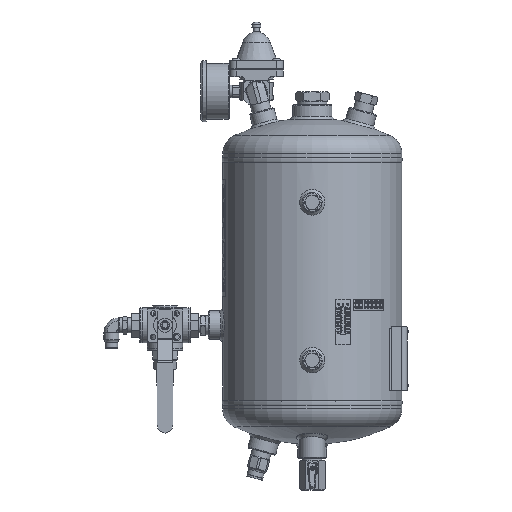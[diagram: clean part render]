
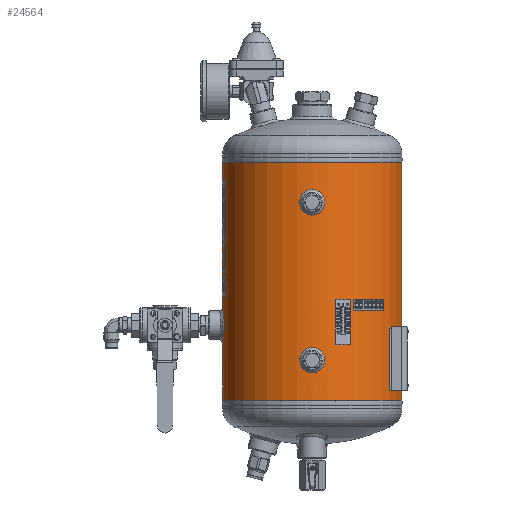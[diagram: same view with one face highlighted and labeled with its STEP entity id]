
A CAD part, front view. The second image highlights one B-rep face of the part: STEP entity #24564.
In plain terms, the highlighted cylindrical face has radius 100 mm (diameter 200 mm), a partial arc.
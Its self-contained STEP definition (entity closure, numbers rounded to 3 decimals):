
#1485=B_SPLINE_CURVE_WITH_KNOTS('',3,(#41454,#41455,#41456,#41457,#41458,
#41459,#41460,#41461,#41462,#41463,#41464,#41465,#41466,#41467,#41468,#41469,
#41470,#41471,#41472),.UNSPECIFIED.,.T.,.F.,(1,1,1,1,1,1,1,1,1,1,1,1,1,
1,1,1,1,1,1,1,1,1,1),(-0.012,-0.008,-0.004,
0.,0.004,0.008,0.012,0.016,
0.02,0.023,0.027,0.031,
0.035,0.039,0.043,0.047,
0.051,0.055,0.059,0.063,
0.066,0.07,0.074),.UNSPECIFIED.);
#1486=B_SPLINE_CURVE_WITH_KNOTS('',3,(#41474,#41475,#41476,#41477,#41478,
#41479,#41480,#41481,#41482,#41483,#41484,#41485,#41486,#41487,#41488,#41489,
#41490,#41491,#41492),.UNSPECIFIED.,.T.,.F.,(1,1,1,1,1,1,1,1,1,1,1,1,1,
1,1,1,1,1,1,1,1,1,1),(-0.012,-0.008,-0.004,
0.,0.004,0.008,0.012,
0.016,0.02,0.023,0.027,
0.031,0.035,0.039,0.043,
0.047,0.051,0.055,0.059,
0.063,0.066,0.07,0.074),
 .UNSPECIFIED.);
#1487=B_SPLINE_CURVE_WITH_KNOTS('',3,(#41494,#41495,#41496,#41497,#41498,
#41499,#41500,#41501,#41502,#41503,#41504,#41505,#41506,#41507,#41508,#41509,
#41510,#41511,#41512),.UNSPECIFIED.,.T.,.F.,(1,1,1,1,1,1,1,1,1,1,1,1,1,
1,1,1,1,1,1,1,1,1,1),(-0.018,-0.012,-0.006,
0.,0.006,0.012,0.018,0.023,
0.029,0.035,0.041,0.047,
0.053,0.059,0.065,0.07,
0.076,0.082,0.088,0.094,
0.1,0.106,0.112),.UNSPECIFIED.);
#3014=LINE('',#41514,#4063);
#3015=LINE('',#41519,#4064);
#4063=VECTOR('',#35346,1000.);
#4064=VECTOR('',#35349,1000.);
#5117=ORIENTED_EDGE('',*,*,#12187,.T.);
#5118=ORIENTED_EDGE('',*,*,#12188,.T.);
#5119=ORIENTED_EDGE('',*,*,#12189,.T.);
#5120=ORIENTED_EDGE('',*,*,#12190,.T.);
#5121=ORIENTED_EDGE('',*,*,#12191,.T.);
#5122=ORIENTED_EDGE('',*,*,#12192,.F.);
#5123=ORIENTED_EDGE('',*,*,#12193,.F.);
#12187=EDGE_CURVE('',#15722,#15722,#1485,.T.);
#12188=EDGE_CURVE('',#15723,#15723,#1486,.T.);
#12189=EDGE_CURVE('',#15724,#15724,#1487,.T.);
#12190=EDGE_CURVE('',#15725,#15726,#3014,.T.);
#12191=EDGE_CURVE('',#15726,#15727,#18371,.T.);
#12192=EDGE_CURVE('',#15728,#15727,#3015,.T.);
#12193=EDGE_CURVE('',#15725,#15728,#18372,.T.);
#15722=VERTEX_POINT('',#41473);
#15723=VERTEX_POINT('',#41493);
#15724=VERTEX_POINT('',#41513);
#15725=VERTEX_POINT('',#41515);
#15726=VERTEX_POINT('',#41516);
#15727=VERTEX_POINT('',#41518);
#15728=VERTEX_POINT('',#41520);
#18371=CIRCLE('',#32839,100.);
#18372=CIRCLE('',#32840,100.);
#19317=EDGE_LOOP('',(#5117));
#19318=EDGE_LOOP('',(#5118));
#19319=EDGE_LOOP('',(#5119));
#19320=EDGE_LOOP('',(#5120,#5121,#5122,#5123));
#21694=FACE_BOUND('',#19317,.T.);
#21695=FACE_BOUND('',#19318,.T.);
#21696=FACE_BOUND('',#19319,.T.);
#21697=FACE_BOUND('',#19320,.T.);
#24072=CYLINDRICAL_SURFACE('',#32838,100.);
#24564=ADVANCED_FACE('',(#21694,#21695,#21696,#21697),#24072,.T.);
#32838=AXIS2_PLACEMENT_3D('',#41453,#35344,#35345);
#32839=AXIS2_PLACEMENT_3D('',#41517,#35347,#35348);
#32840=AXIS2_PLACEMENT_3D('',#41521,#35350,#35351);
#35344=DIRECTION('',(0.,-1.,0.));
#35345=DIRECTION('',(0.,0.,-1.));
#35346=DIRECTION('',(0.,-1.,0.));
#35347=DIRECTION('',(0.,1.,0.));
#35348=DIRECTION('',(1.,0.,0.));
#35349=DIRECTION('',(0.,-1.,0.));
#35350=DIRECTION('',(0.,1.,0.));
#35351=DIRECTION('',(1.,0.,0.));
#41453=CARTESIAN_POINT('',(0.,265.,0.));
#41454=CARTESIAN_POINT('',(-9.473,48.444,-99.554));
#41455=CARTESIAN_POINT('',(-10.262,44.497,-99.471));
#41456=CARTESIAN_POINT('',(-9.477,40.569,-99.553));
#41457=CARTESIAN_POINT('',(-7.254,37.244,-99.75));
#41458=CARTESIAN_POINT('',(-3.93,35.023,-99.946));
#41459=CARTESIAN_POINT('',(-0.006,34.24,-100.027));
#41460=CARTESIAN_POINT('',(3.922,35.019,-99.946));
#41461=CARTESIAN_POINT('',(7.252,37.242,-99.75));
#41462=CARTESIAN_POINT('',(9.478,40.57,-99.553));
#41463=CARTESIAN_POINT('',(10.26,44.496,-99.472));
#41464=CARTESIAN_POINT('',(9.481,48.422,-99.553));
#41465=CARTESIAN_POINT('',(7.262,51.747,-99.749));
#41466=CARTESIAN_POINT('',(3.94,53.974,-99.945));
#41467=CARTESIAN_POINT('',(0.01,54.761,-100.027));
#41468=CARTESIAN_POINT('',(-3.923,53.981,-99.946));
#41469=CARTESIAN_POINT('',(-7.249,51.759,-99.75));
#41470=CARTESIAN_POINT('',(-9.473,48.444,-99.554));
#41471=CARTESIAN_POINT('',(-10.262,44.497,-99.471));
#41472=CARTESIAN_POINT('',(-9.477,40.569,-99.553));
#41473=CARTESIAN_POINT('',(-10.,44.5,-99.499));
#41474=CARTESIAN_POINT('',(3.944,229.973,-99.945));
#41475=CARTESIAN_POINT('',(-0.003,230.762,-100.027));
#41476=CARTESIAN_POINT('',(-3.931,229.977,-99.946));
#41477=CARTESIAN_POINT('',(-7.256,227.754,-99.75));
#41478=CARTESIAN_POINT('',(-9.477,224.43,-99.553));
#41479=CARTESIAN_POINT('',(-10.26,220.506,-99.472));
#41480=CARTESIAN_POINT('',(-9.481,216.578,-99.553));
#41481=CARTESIAN_POINT('',(-7.258,213.248,-99.75));
#41482=CARTESIAN_POINT('',(-3.93,211.022,-99.946));
#41483=CARTESIAN_POINT('',(-0.004,210.24,-100.027));
#41484=CARTESIAN_POINT('',(3.922,211.019,-99.946));
#41485=CARTESIAN_POINT('',(7.247,213.238,-99.75));
#41486=CARTESIAN_POINT('',(9.474,216.56,-99.554));
#41487=CARTESIAN_POINT('',(10.261,220.49,-99.471));
#41488=CARTESIAN_POINT('',(9.481,224.423,-99.553));
#41489=CARTESIAN_POINT('',(7.259,227.749,-99.749));
#41490=CARTESIAN_POINT('',(3.944,229.973,-99.945));
#41491=CARTESIAN_POINT('',(-0.003,230.762,-100.027));
#41492=CARTESIAN_POINT('',(-3.931,229.977,-99.946));
#41493=CARTESIAN_POINT('',(0.,230.5,-100.));
#41494=CARTESIAN_POINT('',(-98.994,187.429,14.208));
#41495=CARTESIAN_POINT('',(-98.806,181.503,15.395));
#41496=CARTESIAN_POINT('',(-98.993,175.608,14.214));
#41497=CARTESIAN_POINT('',(-99.436,170.625,10.88));
#41498=CARTESIAN_POINT('',(-99.878,167.295,5.9));
#41499=CARTESIAN_POINT('',(-100.061,166.117,0.009));
#41500=CARTESIAN_POINT('',(-99.879,167.288,-5.887));
#41501=CARTESIAN_POINT('',(-99.437,170.623,-10.879));
#41502=CARTESIAN_POINT('',(-98.992,175.61,-14.215));
#41503=CARTESIAN_POINT('',(-98.807,181.503,-15.391));
#41504=CARTESIAN_POINT('',(-98.992,187.396,-14.219));
#41505=CARTESIAN_POINT('',(-99.435,192.379,-10.892));
#41506=CARTESIAN_POINT('',(-99.877,195.718,-5.914));
#41507=CARTESIAN_POINT('',(-100.061,196.901,-0.013));
#41508=CARTESIAN_POINT('',(-99.878,195.728,5.889));
#41509=CARTESIAN_POINT('',(-99.437,192.395,10.874));
#41510=CARTESIAN_POINT('',(-98.994,187.429,14.208));
#41511=CARTESIAN_POINT('',(-98.806,181.503,15.395));
#41512=CARTESIAN_POINT('',(-98.993,175.608,14.214));
#41513=CARTESIAN_POINT('',(-98.869,181.508,15.));
#41514=CARTESIAN_POINT('',(0.254,265.,100.));
#41515=CARTESIAN_POINT('',(0.254,265.,100.));
#41516=CARTESIAN_POINT('',(0.254,0.,100.));
#41517=CARTESIAN_POINT('',(0.,0.,0.));
#41518=CARTESIAN_POINT('',(-0.254,0.,100.));
#41519=CARTESIAN_POINT('',(-0.254,265.,100.));
#41520=CARTESIAN_POINT('',(-0.254,265.,100.));
#41521=CARTESIAN_POINT('',(0.,265.,0.));
